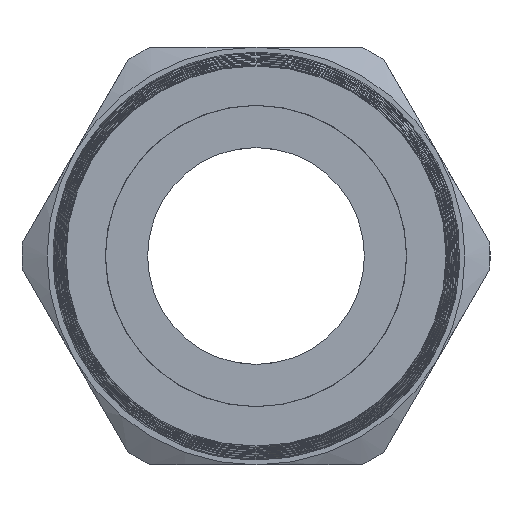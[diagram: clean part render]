
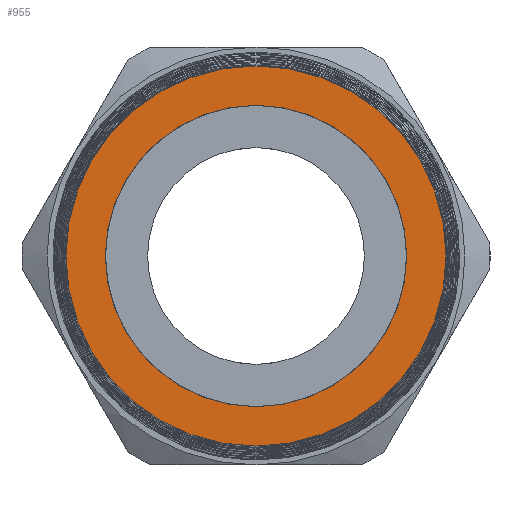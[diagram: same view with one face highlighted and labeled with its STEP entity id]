
A CAD part, left-side view. The second image highlights one B-rep face of the part: STEP entity #955.
In plain terms, the highlighted planar face has unit normal (-1, 0, 0).
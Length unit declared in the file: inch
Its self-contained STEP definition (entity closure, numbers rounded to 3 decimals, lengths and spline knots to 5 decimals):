
#879 = ORIENTED_EDGE ( 'NONE', *, *, #901, .F. ) ;
#901 = EDGE_CURVE ( 'NONE', #7652, #7657, #7342, .T. ) ;
#955 = ADVANCED_FACE ( 'NONE', ( #7682, #7683 ), #7661, .T. ) ;
#956 = EDGE_LOOP ( 'NONE', ( #957, #959 ) ) ;
#957 = ORIENTED_EDGE ( 'NONE', *, *, #958, .T. ) ;
#958 = EDGE_CURVE ( 'NONE', #7643, #7644, #7713, .T. ) ;
#959 = ORIENTED_EDGE ( 'NONE', *, *, #7637, .T. ) ;
#960 = EDGE_LOOP ( 'NONE', ( #961, #879 ) ) ;
#961 = ORIENTED_EDGE ( 'NONE', *, *, #7645, .F. ) ;
#7336 = DIRECTION ( 'NONE',  ( 0., 0., 1. ) ) ;
#7337 = DIRECTION ( 'NONE',  ( -1., 0., 0. ) ) ;
#7338 = CARTESIAN_POINT ( 'NONE',  ( -3.94, 0., 0. ) ) ;
#7339 = AXIS2_PLACEMENT_3D ( 'NONE', #7338, #7337, #7336 ) ;
#7342 = CIRCLE ( 'NONE', #7339, 0.38204 ) ;
#7637 = EDGE_CURVE ( 'NONE', #7644, #7643, #10760, .T. ) ;
#7643 = VERTEX_POINT ( 'NONE', #10740 ) ;
#7644 = VERTEX_POINT ( 'NONE', #10739 ) ;
#7645 = EDGE_CURVE ( 'NONE', #7657, #7652, #10802, .T. ) ;
#7652 = VERTEX_POINT ( 'NONE', #10785 ) ;
#7657 = VERTEX_POINT ( 'NONE', #10776 ) ;
#7661 = PLANE ( 'NONE',  #7679 ) ;
#7676 = DIRECTION ( 'NONE',  ( 0., 0., 1. ) ) ;
#7677 = DIRECTION ( 'NONE',  ( -1., 0., 0. ) ) ;
#7678 = CARTESIAN_POINT ( 'NONE',  ( -3.94, 0., 0. ) ) ;
#7679 = AXIS2_PLACEMENT_3D ( 'NONE', #7678, #7677, #7676 ) ;
#7680 = CARTESIAN_POINT ( 'NONE',  ( -3.94, 0., 0. ) ) ;
#7682 = FACE_OUTER_BOUND ( 'NONE', #956, .T. ) ;
#7683 = FACE_BOUND ( 'NONE', #960, .T. ) ;
#7710 = DIRECTION ( 'NONE',  ( 0., 0., 1. ) ) ;
#7711 = DIRECTION ( 'NONE',  ( -1., 0., 0. ) ) ;
#7712 = AXIS2_PLACEMENT_3D ( 'NONE', #7680, #7711, #7710 ) ;
#7713 = CIRCLE ( 'NONE', #7712, 0.48204 ) ;
#10739 = CARTESIAN_POINT ( 'NONE',  ( -3.94, 0., 0.48204 ) ) ;
#10740 = CARTESIAN_POINT ( 'NONE',  ( -3.94, 0., -0.48204 ) ) ;
#10756 = DIRECTION ( 'NONE',  ( 0., 0., 1. ) ) ;
#10757 = DIRECTION ( 'NONE',  ( -1., 0., 0. ) ) ;
#10758 = CARTESIAN_POINT ( 'NONE',  ( -3.94, 0., 0. ) ) ;
#10759 = AXIS2_PLACEMENT_3D ( 'NONE', #10758, #10757, #10756 ) ;
#10760 = CIRCLE ( 'NONE', #10759, 0.48204 ) ;
#10776 = CARTESIAN_POINT ( 'NONE',  ( -3.94, 0., -0.38204 ) ) ;
#10785 = CARTESIAN_POINT ( 'NONE',  ( -3.94, 0., 0.38204 ) ) ;
#10798 = DIRECTION ( 'NONE',  ( 0., 0., 1. ) ) ;
#10799 = DIRECTION ( 'NONE',  ( -1., 0., 0. ) ) ;
#10800 = CARTESIAN_POINT ( 'NONE',  ( -3.94, 0., 0. ) ) ;
#10801 = AXIS2_PLACEMENT_3D ( 'NONE', #10800, #10799, #10798 ) ;
#10802 = CIRCLE ( 'NONE', #10801, 0.38204 ) ;
